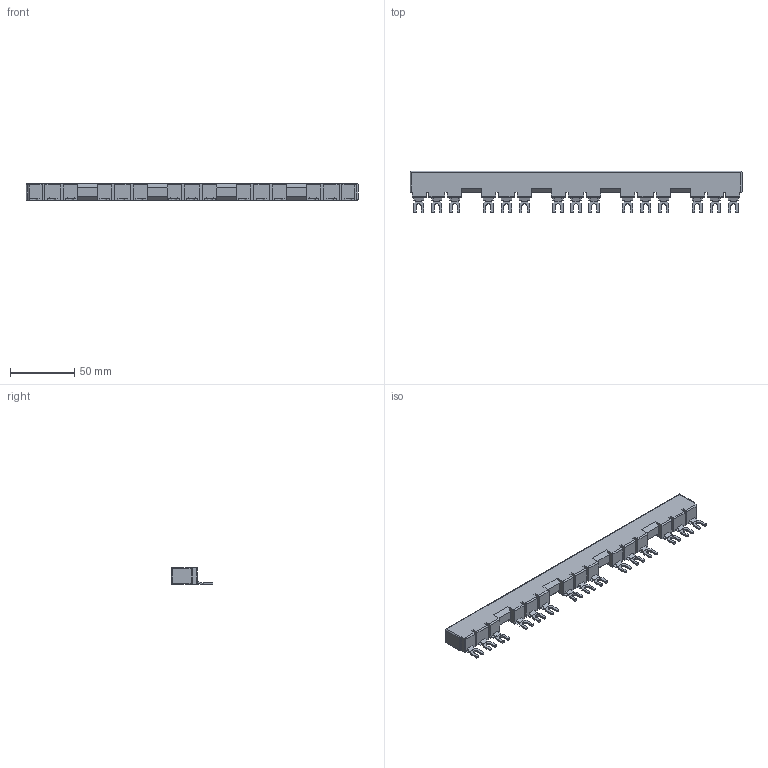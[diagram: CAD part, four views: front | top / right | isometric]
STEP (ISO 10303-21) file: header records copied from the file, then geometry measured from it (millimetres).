
FILE_DESCRIPTION(('FreeCAD Model'),'2;1');
FILE_NAME('3D-KT5-32-DB-54-5.step', '2020-05-01T15:05:53',('Author'),(''), 'Open CASCADE STEP processor 7.2','FreeCAD','Unknown');
FILE_SCHEMA(('AUTOMOTIVE_DESIGN { 1 0 10303 214 1 1 1 1 }'));
Length unit declared in the file: millimetre
Products named in the file (3): 10004819877_ASM; 10004819875; 10004819876014
Assembly tree (16 placements, depth 2):
  10004819877_ASM
    10004819875
    10004819876014  x15
Bounding box: 257.5 x 32.3 x 13 mm (x, y, z)
Volume: 64273.6 mm3; surface area: 21140.4 mm2
Topology: 16 solids, 16 shells, 491 faces, 1371 edges, 912 vertices
Faces by surface type: plane 344, cylinder 147
Entity records: 13973 total; most frequent: CARTESIAN_POINT 3237, DIRECTION 1992, LINE 1391, VECTOR 1391, ORIENTED_EDGE 1062, PCURVE 1062, DEFINITIONAL_REPRESENTATION 1062, EDGE_CURVE 531
